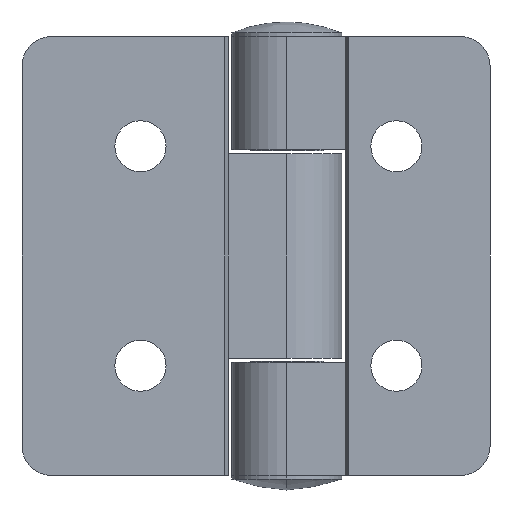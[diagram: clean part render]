
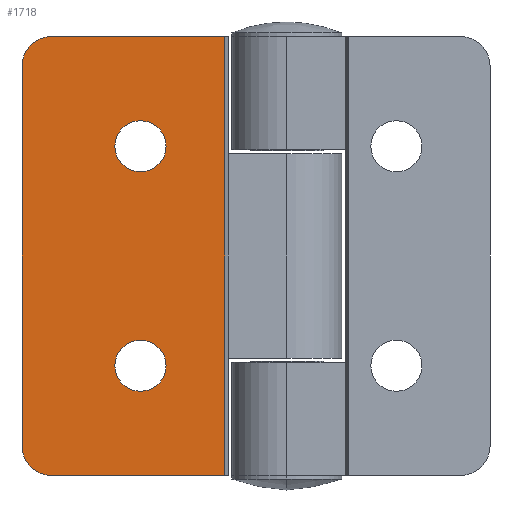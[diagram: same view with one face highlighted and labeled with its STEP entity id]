
A CAD part, front view. The second image highlights one B-rep face of the part: STEP entity #1718.
In plain terms, the highlighted planar face has unit normal (0, -1, 0).
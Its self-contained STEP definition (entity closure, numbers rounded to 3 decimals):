
#126 = CARTESIAN_POINT ( 'NONE',  ( -20., -8.5, -18.5 ) ) ;
#127 = CARTESIAN_POINT ( 'NONE',  ( -20., -8.5, -11.5 ) ) ;
#132 = CARTESIAN_POINT ( 'NONE',  ( -20., -8.5, 11.5 ) ) ;
#133 = CARTESIAN_POINT ( 'NONE',  ( -20., -8.5, 18.5 ) ) ;
#159 = CARTESIAN_POINT ( 'NONE',  ( -36.2, -8.5, -26. ) ) ;
#162 = CARTESIAN_POINT ( 'NONE',  ( -8.5, -8.5, -30. ) ) ;
#163 = CARTESIAN_POINT ( 'NONE',  ( -32.2, -8.5, -30. ) ) ;
#166 = CARTESIAN_POINT ( 'NONE',  ( -8.5, -8.5, 30. ) ) ;
#169 = CARTESIAN_POINT ( 'NONE',  ( -32.2, -8.5, 30. ) ) ;
#170 = CARTESIAN_POINT ( 'NONE',  ( -36.2, -8.5, 26. ) ) ;
#606 = EDGE_CURVE ( 'NONE', #2334, #2323, #2457, .T. ) ;
#608 = EDGE_CURVE ( 'NONE', #2285, #2284, #1252, .T. ) ;
#624 = CARTESIAN_POINT ( 'NONE',  ( -36.2, -8.5, 30. ) ) ;
#625 = DIRECTION ( 'NONE',  ( 0., 0., -1. ) ) ;
#628 = CARTESIAN_POINT ( 'NONE',  ( -20., -8.5, -15. ) ) ;
#629 = DIRECTION ( 'NONE',  ( 0., 1., 0. ) ) ;
#630 = DIRECTION ( 'NONE',  ( 0., 0., 1. ) ) ;
#715 = CARTESIAN_POINT ( 'NONE',  ( -32.2, -8.5, 26. ) ) ;
#716 = DIRECTION ( 'NONE',  ( 0., -1., 0. ) ) ;
#717 = DIRECTION ( 'NONE',  ( -1., 0., 0. ) ) ;
#718 = CARTESIAN_POINT ( 'NONE',  ( -20., -8.5, 15. ) ) ;
#719 = DIRECTION ( 'NONE',  ( 0., 1., 0. ) ) ;
#720 = DIRECTION ( 'NONE',  ( 0., 0., 1. ) ) ;
#734 = CARTESIAN_POINT ( 'NONE',  ( -8.5, -8.5, 30. ) ) ;
#735 = DIRECTION ( 'NONE',  ( 0., 0., -1. ) ) ;
#736 = CARTESIAN_POINT ( 'NONE',  ( -8.5, -8.5, -30. ) ) ;
#737 = DIRECTION ( 'NONE',  ( 1., 0., 0. ) ) ;
#744 = CARTESIAN_POINT ( 'NONE',  ( -8.5, -8.5, 30. ) ) ;
#745 = DIRECTION ( 'NONE',  ( 1., 0., 0. ) ) ;
#746 = CARTESIAN_POINT ( 'NONE',  ( -32.2, -8.5, -26. ) ) ;
#747 = DIRECTION ( 'NONE',  ( 0., -1., 0. ) ) ;
#748 = DIRECTION ( 'NONE',  ( -1., 0., 0. ) ) ;
#756 = PLANE ( 'NONE',  #1318 ) ;
#757 = CARTESIAN_POINT ( 'NONE',  ( -8.5, -8.5, 30. ) ) ;
#758 = DIRECTION ( 'NONE',  ( 0., 1., 0. ) ) ;
#759 = DIRECTION ( 'NONE',  ( -1., 0., 0. ) ) ;
#792 = CARTESIAN_POINT ( 'NONE',  ( -20., -8.5, 15. ) ) ;
#793 = DIRECTION ( 'NONE',  ( 0., 1., 0. ) ) ;
#794 = DIRECTION ( 'NONE',  ( 0., 0., 1. ) ) ;
#809 = CARTESIAN_POINT ( 'NONE',  ( -20., -8.5, -15. ) ) ;
#810 = DIRECTION ( 'NONE',  ( 0., 1., 0. ) ) ;
#811 = DIRECTION ( 'NONE',  ( 0., 0., 1. ) ) ;
#1252 = CIRCLE ( 'NONE', #1256, 3.5 ) ;
#1253 = VECTOR ( 'NONE', #625, 1000. ) ;
#1256 = AXIS2_PLACEMENT_3D ( 'NONE', #628, #629, #630 ) ;
#1281 = CIRCLE ( 'NONE', #1297, 3.5 ) ;
#1285 = CIRCLE ( 'NONE', #1296, 4. ) ;
#1296 = AXIS2_PLACEMENT_3D ( 'NONE', #715, #716, #717 ) ;
#1297 = AXIS2_PLACEMENT_3D ( 'NONE', #718, #719, #720 ) ;
#1306 = CIRCLE ( 'NONE', #1314, 4. ) ;
#1307 = VECTOR ( 'NONE', #735, 1000. ) ;
#1308 = VECTOR ( 'NONE', #737, 1000. ) ;
#1313 = VECTOR ( 'NONE', #745, 1000. ) ;
#1314 = AXIS2_PLACEMENT_3D ( 'NONE', #746, #747, #748 ) ;
#1318 = AXIS2_PLACEMENT_3D ( 'NONE', #757, #758, #759 ) ;
#1326 = CIRCLE ( 'NONE', #1327, 3.5 ) ;
#1327 = AXIS2_PLACEMENT_3D ( 'NONE', #792, #793, #794 ) ;
#1336 = CIRCLE ( 'NONE', #1337, 3.5 ) ;
#1337 = AXIS2_PLACEMENT_3D ( 'NONE', #809, #810, #811 ) ;
#1412 = EDGE_CURVE ( 'NONE', #2333, #2334, #1285, .T. ) ;
#1413 = EDGE_CURVE ( 'NONE', #2291, #2290, #1281, .T. ) ;
#1420 = EDGE_CURVE ( 'NONE', #2330, #2326, #1438, .T. ) ;
#1421 = EDGE_CURVE ( 'NONE', #2327, #2326, #1439, .T. ) ;
#1425 = EDGE_CURVE ( 'NONE', #2333, #2330, #1443, .T. ) ;
#1426 = EDGE_CURVE ( 'NONE', #2323, #2327, #1306, .T. ) ;
#1438 = LINE ( 'NONE', #734, #1307 ) ;
#1439 = LINE ( 'NONE', #736, #1308 ) ;
#1443 = LINE ( 'NONE', #744, #1313 ) ;
#1446 = FACE_BOUND ( 'NONE', #2144, .T. ) ;
#1447 = FACE_BOUND ( 'NONE', #2145, .T. ) ;
#1448 = FACE_OUTER_BOUND ( 'NONE', #2146, .T. ) ;
#1718 = ADVANCED_FACE ( 'NONE', ( #1446, #1447, #1448 ), #756, .F. ) ;
#1728 = EDGE_CURVE ( 'NONE', #2290, #2291, #1326, .T. ) ;
#1735 = EDGE_CURVE ( 'NONE', #2284, #2285, #1336, .T. ) ;
#2144 = EDGE_LOOP ( 'NONE', ( #2559, #2557 ) ) ;
#2145 = EDGE_LOOP ( 'NONE', ( #2560, #2556 ) ) ;
#2146 = EDGE_LOOP ( 'NONE', ( #2558, #2554, #2555, #2553, #2552, #2550 ) ) ;
#2284 = VERTEX_POINT ( 'NONE', #126 ) ;
#2285 = VERTEX_POINT ( 'NONE', #127 ) ;
#2290 = VERTEX_POINT ( 'NONE', #132 ) ;
#2291 = VERTEX_POINT ( 'NONE', #133 ) ;
#2323 = VERTEX_POINT ( 'NONE', #159 ) ;
#2326 = VERTEX_POINT ( 'NONE', #162 ) ;
#2327 = VERTEX_POINT ( 'NONE', #163 ) ;
#2330 = VERTEX_POINT ( 'NONE', #166 ) ;
#2333 = VERTEX_POINT ( 'NONE', #169 ) ;
#2334 = VERTEX_POINT ( 'NONE', #170 ) ;
#2457 = LINE ( 'NONE', #624, #1253 ) ;
#2550 = ORIENTED_EDGE ( 'NONE', *, *, #1420, .F. ) ;
#2552 = ORIENTED_EDGE ( 'NONE', *, *, #1421, .T. ) ;
#2553 = ORIENTED_EDGE ( 'NONE', *, *, #1426, .T. ) ;
#2554 = ORIENTED_EDGE ( 'NONE', *, *, #1412, .T. ) ;
#2555 = ORIENTED_EDGE ( 'NONE', *, *, #606, .T. ) ;
#2556 = ORIENTED_EDGE ( 'NONE', *, *, #1728, .T. ) ;
#2557 = ORIENTED_EDGE ( 'NONE', *, *, #1735, .T. ) ;
#2558 = ORIENTED_EDGE ( 'NONE', *, *, #1425, .F. ) ;
#2559 = ORIENTED_EDGE ( 'NONE', *, *, #608, .T. ) ;
#2560 = ORIENTED_EDGE ( 'NONE', *, *, #1413, .T. ) ;
